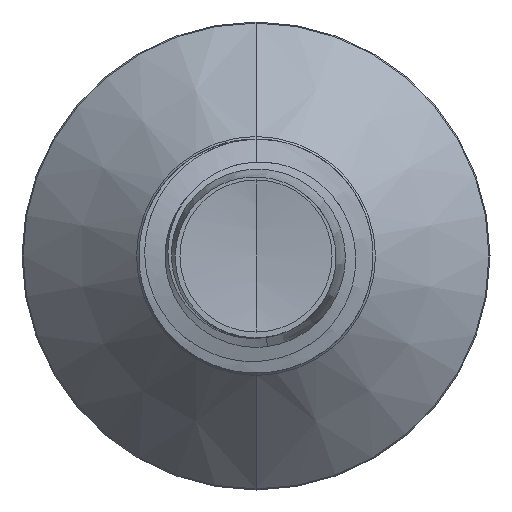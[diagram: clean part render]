
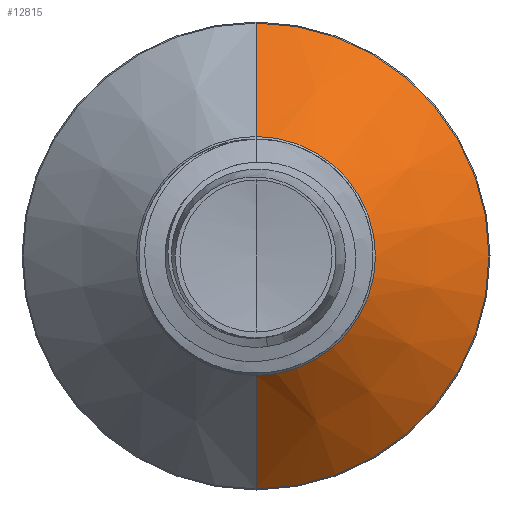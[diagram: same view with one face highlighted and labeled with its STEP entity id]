
A CAD part, front view. The second image highlights one B-rep face of the part: STEP entity #12815.
In plain terms, the highlighted conical face has half-angle 45 degrees and reference radius 2.042 mm.
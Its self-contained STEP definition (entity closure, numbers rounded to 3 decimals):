
#1341 = EDGE_CURVE ( 'NONE', #6823, #9566, #1615, .T. ) ;
#1615 = CIRCLE ( 'NONE', #22138, 2.042 ) ;
#1825 = LINE ( 'NONE', #18393, #13909 ) ;
#3105 = ORIENTED_EDGE ( 'NONE', *, *, #21822, .F. ) ;
#3440 = DIRECTION ( 'NONE',  ( 0., 0., 1. ) ) ;
#3487 = ORIENTED_EDGE ( 'NONE', *, *, #1341, .T. ) ;
#3551 = VECTOR ( 'NONE', #7860, 1000. ) ;
#3849 = CARTESIAN_POINT ( 'NONE',  ( 0., 9.842, 0. ) ) ;
#3870 = CIRCLE ( 'NONE', #21884, 3.982 ) ;
#4045 = EDGE_LOOP ( 'NONE', ( #3487, #12455, #10788, #3105 ) ) ;
#5191 = DIRECTION ( 'NONE',  ( 0., 1., 0. ) ) ;
#5667 = DIRECTION ( 'NONE',  ( 0., 0., 1. ) ) ;
#6209 = VERTEX_POINT ( 'NONE', #10299 ) ;
#6790 = DIRECTION ( 'NONE',  ( 0., 1., 0. ) ) ;
#6823 = VERTEX_POINT ( 'NONE', #10844 ) ;
#7860 = DIRECTION ( 'NONE',  ( 0., 0.707, 0.707 ) ) ;
#7879 = EDGE_CURVE ( 'NONE', #21304, #6209, #3870, .T. ) ;
#9566 = VERTEX_POINT ( 'NONE', #13989 ) ;
#9609 = AXIS2_PLACEMENT_3D ( 'NONE', #14171, #5191, #3440 ) ;
#9657 = CARTESIAN_POINT ( 'NONE',  ( 0., 9.842, 2.042 ) ) ;
#10299 = CARTESIAN_POINT ( 'NONE',  ( 0., 11.782, -3.982 ) ) ;
#10788 = ORIENTED_EDGE ( 'NONE', *, *, #7879, .F. ) ;
#10844 = CARTESIAN_POINT ( 'NONE',  ( 0., 9.842, 2.042 ) ) ;
#12455 = ORIENTED_EDGE ( 'NONE', *, *, #16802, .T. ) ;
#12815 = ADVANCED_FACE ( 'NONE', ( #22051 ), #20940, .T. ) ;
#13658 = LINE ( 'NONE', #9657, #3551 ) ;
#13909 = VECTOR ( 'NONE', #20106, 1000. ) ;
#13989 = CARTESIAN_POINT ( 'NONE',  ( 0., 9.842, -2.042 ) ) ;
#14171 = CARTESIAN_POINT ( 'NONE',  ( 0., 9.842, 0. ) ) ;
#16307 = DIRECTION ( 'NONE',  ( 0., 1., 0. ) ) ;
#16802 = EDGE_CURVE ( 'NONE', #9566, #6209, #1825, .T. ) ;
#17396 = CARTESIAN_POINT ( 'NONE',  ( 0., 11.782, 0. ) ) ;
#18393 = CARTESIAN_POINT ( 'NONE',  ( 0., 9.842, -2.042 ) ) ;
#19104 = DIRECTION ( 'NONE',  ( 0., 0., 1. ) ) ;
#20106 = DIRECTION ( 'NONE',  ( 0., 0.707, -0.707 ) ) ;
#20940 = CONICAL_SURFACE ( 'NONE', #9609, 2.042, 0.785 ) ;
#21037 = CARTESIAN_POINT ( 'NONE',  ( 0., 11.782, 3.982 ) ) ;
#21304 = VERTEX_POINT ( 'NONE', #21037 ) ;
#21822 = EDGE_CURVE ( 'NONE', #6823, #21304, #13658, .T. ) ;
#21884 = AXIS2_PLACEMENT_3D ( 'NONE', #17396, #6790, #19104 ) ;
#22051 = FACE_OUTER_BOUND ( 'NONE', #4045, .T. ) ;
#22138 = AXIS2_PLACEMENT_3D ( 'NONE', #3849, #16307, #5667 ) ;
